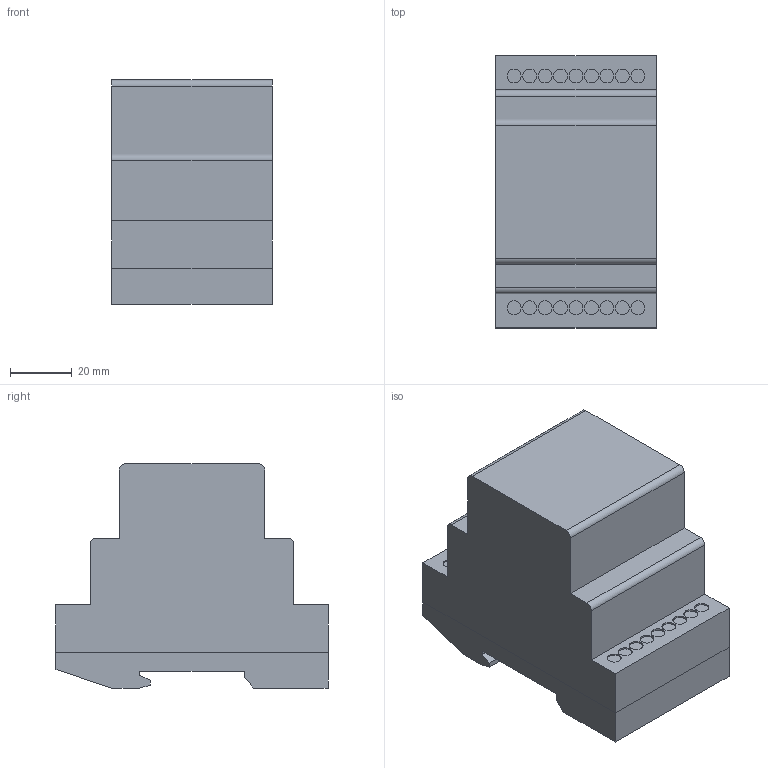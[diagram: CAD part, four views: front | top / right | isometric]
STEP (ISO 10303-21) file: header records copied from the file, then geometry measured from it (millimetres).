
FILE_DESCRIPTION((''),'2;1');
FILE_NAME('3d_31RM48.stp','2012-10-03T09:42:26',(''),(''),'Mechanical Desktop 2011','Mechanical Desktop 2011',', , ');
FILE_SCHEMA(('CONFIG_CONTROL_DESIGN'));
Length unit declared in the file: millimetre
Products named in the file (1): Product
Bounding box: 52 x 87.94 x 72.5 mm (x, y, z)
Volume: 243184.4 mm3; surface area: 35607.8 mm2
Topology: 2 solids, 2 shells, 87 faces, 253 edges, 210 vertices
Faces by surface type: plane 47, cylinder 40
Entity records: 3037 total; most frequent: DIRECTION 545, CARTESIAN_POINT 529, ORIENTED_EDGE 462, EDGE_CURVE 231, AXIS2_PLACEMENT_3D 204, VERTEX_POINT 166, VECTOR 137, LINE 137
